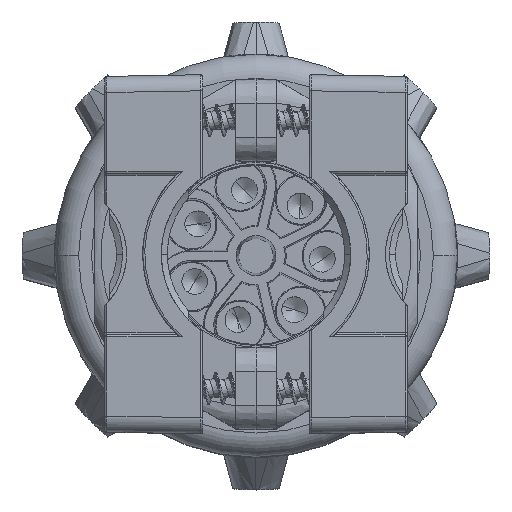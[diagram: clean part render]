
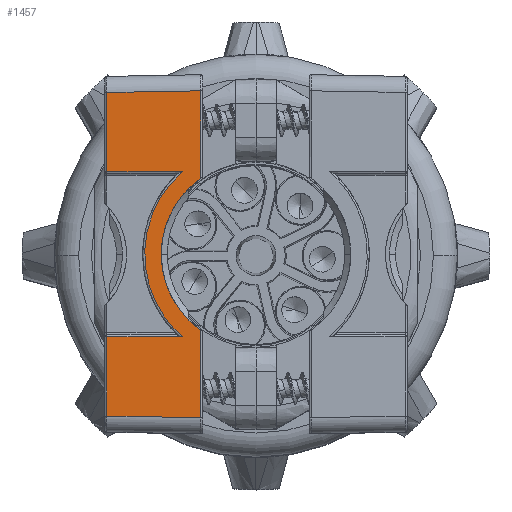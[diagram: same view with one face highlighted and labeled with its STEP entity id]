
A CAD part, top view. The second image highlights one B-rep face of the part: STEP entity #1457.
In plain terms, the highlighted planar face has unit normal (-0.018, 0, 1).
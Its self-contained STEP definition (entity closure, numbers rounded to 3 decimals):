
#1457=ADVANCED_FACE('',(#4806),#4807,.T.);
#4806=FACE_OUTER_BOUND('',#18903,.T.);
#4807=PLANE('',#18904);
#18903=EDGE_LOOP('',(#43753,#43754,#43755,#43756,#43757,#43758,#43759,#43760,#43761,#43762));
#18904=AXIS2_PLACEMENT_3D('',#43763,#43764,#43765);
#43753=ORIENTED_EDGE('',*,*,#50604,.F.);
#43754=ORIENTED_EDGE('',*,*,#50605,.F.);
#43755=ORIENTED_EDGE('',*,*,#50606,.T.);
#43756=ORIENTED_EDGE('',*,*,#50607,.T.);
#43757=ORIENTED_EDGE('',*,*,#50608,.T.);
#43758=ORIENTED_EDGE('',*,*,#50609,.F.);
#43759=ORIENTED_EDGE('',*,*,#50610,.T.);
#43760=ORIENTED_EDGE('',*,*,#50611,.F.);
#43761=ORIENTED_EDGE('',*,*,#50577,.F.);
#43762=ORIENTED_EDGE('',*,*,#50575,.F.);
#43763=CARTESIAN_POINT('',(-6.6,-23.882,36.65));
#43764=DIRECTION('',(-0.017,0.0,1.));
#43765=DIRECTION('',(0.0,1.0,0.0));
#50575=EDGE_CURVE('',#57834,#57836,#57837,.T.);
#50577=EDGE_CURVE('',#57836,#57839,#57840,.T.);
#50604=EDGE_CURVE('',#57880,#57834,#57882,.T.);
#50605=EDGE_CURVE('',#57883,#57880,#57884,.T.);
#50606=EDGE_CURVE('',#57883,#57885,#57886,.T.);
#50607=EDGE_CURVE('',#57885,#57887,#57888,.T.);
#50608=EDGE_CURVE('',#57887,#57889,#57890,.T.);
#50609=EDGE_CURVE('',#57891,#57889,#57892,.T.);
#50610=EDGE_CURVE('',#57891,#57893,#57894,.T.);
#50611=EDGE_CURVE('',#57839,#57893,#57895,.T.);
#57834=VERTEX_POINT('',#77418);
#57836=VERTEX_POINT('',#77420);
#57837=LINE('',#77421,#77422);
#57839=VERTEX_POINT('',#77433);
#57840=B_SPLINE_CURVE_WITH_KNOTS('',3,(#77434,#77435,#77436,#77437,#77438,#77439,#77440,#77441,#77442,#77443,#77444,#77445,#77446,#77447,#77448,#77449,#77450,#77451,#77452,#77453,#77454,#77455,#77456,#77457,#77458,#77459,#77460),.UNSPECIFIED.,.F.,.F.,(4,1,1,1,1,1,1,1,1,1,1,1,1,1,1,1,1,1,1,1,1,1,1,1,4),(0.0,0.016,0.031,0.063,0.094,0.125,0.156,0.188,0.25,0.313,0.375,0.438,0.5,0.563,0.625,0.688,0.75,0.813,0.844,0.875,0.906,0.938,0.969,0.984,1.0),.UNSPECIFIED.);
#57880=VERTEX_POINT('',#77589);
#57882=LINE('',#77604,#77605);
#57883=VERTEX_POINT('',#77606);
#57884=LINE('',#77607,#77608);
#57885=VERTEX_POINT('',#77609);
#57886=LINE('',#77610,#77611);
#57887=VERTEX_POINT('',#77612);
#57888=B_SPLINE_CURVE_WITH_KNOTS('',3,(#77613,#77614,#77615,#77616,#77617,#77618,#77619,#77620,#77621,#77622,#77623,#77624,#77625,#77626,#77627,#77628,#77629,#77630,#77631,#77632,#77633,#77634),.UNSPECIFIED.,.F.,.F.,(4,1,1,1,1,1,1,1,1,1,1,1,1,1,1,1,1,1,1,4),(0.0,0.053,0.105,0.158,0.211,0.263,0.316,0.368,0.421,0.474,0.526,0.579,0.632,0.684,0.737,0.789,0.842,0.895,0.947,1.0),.UNSPECIFIED.);
#57889=VERTEX_POINT('',#77635);
#57890=LINE('',#77636,#77637);
#57891=VERTEX_POINT('',#77638);
#57892=LINE('',#77639,#77640);
#57893=VERTEX_POINT('',#77641);
#57894=LINE('',#77642,#77643);
#57895=LINE('',#77644,#77645);
#77418=CARTESIAN_POINT('',(-6.854,20.271,36.646));
#77420=CARTESIAN_POINT('',(-6.854,9.414,36.646));
#77421=CARTESIAN_POINT('',(-6.854,20.271,36.646));
#77422=VECTOR('',#93249,10.856);
#77433=CARTESIAN_POINT('',(-6.854,-9.414,36.646));
#77434=CARTESIAN_POINT('',(-6.854,9.414,36.646));
#77435=CARTESIAN_POINT('',(-6.994,9.316,36.643));
#77436=CARTESIAN_POINT('',(-7.261,9.12,36.638));
#77437=CARTESIAN_POINT('',(-7.749,8.728,36.63));
#77438=CARTESIAN_POINT('',(-8.289,8.238,36.621));
#77439=CARTESIAN_POINT('',(-8.849,7.649,36.611));
#77440=CARTESIAN_POINT('',(-9.337,7.061,36.602));
#77441=CARTESIAN_POINT('',(-9.765,6.472,36.595));
#77442=CARTESIAN_POINT('',(-10.263,5.688,36.586));
#77443=CARTESIAN_POINT('',(-10.769,4.707,36.577));
#77444=CARTESIAN_POINT('',(-11.218,3.53,36.569));
#77445=CARTESIAN_POINT('',(-11.528,2.354,36.564));
#77446=CARTESIAN_POINT('',(-11.71,1.177,36.561));
#77447=CARTESIAN_POINT('',(-11.77,0.0,36.56));
#77448=CARTESIAN_POINT('',(-11.71,-1.177,36.561));
#77449=CARTESIAN_POINT('',(-11.528,-2.354,36.564));
#77450=CARTESIAN_POINT('',(-11.218,-3.53,36.569));
#77451=CARTESIAN_POINT('',(-10.769,-4.707,36.577));
#77452=CARTESIAN_POINT('',(-10.263,-5.688,36.586));
#77453=CARTESIAN_POINT('',(-9.765,-6.472,36.595));
#77454=CARTESIAN_POINT('',(-9.337,-7.061,36.602));
#77455=CARTESIAN_POINT('',(-8.849,-7.649,36.611));
#77456=CARTESIAN_POINT('',(-8.289,-8.238,36.621));
#77457=CARTESIAN_POINT('',(-7.749,-8.728,36.63));
#77458=CARTESIAN_POINT('',(-7.261,-9.12,36.638));
#77459=CARTESIAN_POINT('',(-6.994,-9.316,36.643));
#77460=CARTESIAN_POINT('',(-6.854,-9.414,36.646));
#77589=CARTESIAN_POINT('',(-18.504,20.068,36.442));
#77604=CARTESIAN_POINT('',(-18.504,20.068,36.442));
#77605=VECTOR('',#93287,11.654);
#77606=CARTESIAN_POINT('',(-18.504,10.25,36.442));
#77607=CARTESIAN_POINT('',(-18.504,10.25,36.442));
#77608=VECTOR('',#93288,9.818);
#77609=CARTESIAN_POINT('',(-9.117,10.25,36.606));
#77610=CARTESIAN_POINT('',(-18.504,10.25,36.442));
#77611=VECTOR('',#93289,9.389);
#77612=CARTESIAN_POINT('',(-9.117,-10.25,36.606));
#77613=CARTESIAN_POINT('',(-9.117,10.25,36.606));
#77614=CARTESIAN_POINT('',(-9.426,9.983,36.601));
#77615=CARTESIAN_POINT('',(-10.018,9.422,36.59));
#77616=CARTESIAN_POINT('',(-10.829,8.502,36.576));
#77617=CARTESIAN_POINT('',(-11.552,7.514,36.564));
#77618=CARTESIAN_POINT('',(-12.184,6.464,36.553));
#77619=CARTESIAN_POINT('',(-12.718,5.362,36.543));
#77620=CARTESIAN_POINT('',(-13.151,4.216,36.536));
#77621=CARTESIAN_POINT('',(-13.479,3.036,36.53));
#77622=CARTESIAN_POINT('',(-13.699,1.831,36.526));
#77623=CARTESIAN_POINT('',(-13.809,0.612,36.524));
#77624=CARTESIAN_POINT('',(-13.809,-0.612,36.524));
#77625=CARTESIAN_POINT('',(-13.699,-1.831,36.526));
#77626=CARTESIAN_POINT('',(-13.479,-3.036,36.53));
#77627=CARTESIAN_POINT('',(-13.151,-4.216,36.536));
#77628=CARTESIAN_POINT('',(-12.718,-5.362,36.543));
#77629=CARTESIAN_POINT('',(-12.184,-6.464,36.553));
#77630=CARTESIAN_POINT('',(-11.552,-7.514,36.564));
#77631=CARTESIAN_POINT('',(-10.829,-8.502,36.576));
#77632=CARTESIAN_POINT('',(-10.018,-9.422,36.59));
#77633=CARTESIAN_POINT('',(-9.426,-9.983,36.601));
#77634=CARTESIAN_POINT('',(-9.117,-10.25,36.606));
#77635=CARTESIAN_POINT('',(-18.504,-10.25,36.442));
#77636=CARTESIAN_POINT('',(-9.117,-10.25,36.606));
#77637=VECTOR('',#93290,9.389);
#77638=CARTESIAN_POINT('',(-18.504,-20.068,36.442));
#77639=CARTESIAN_POINT('',(-18.504,-20.068,36.442));
#77640=VECTOR('',#93291,9.818);
#77641=CARTESIAN_POINT('',(-6.854,-20.271,36.646));
#77642=CARTESIAN_POINT('',(-18.504,-20.068,36.442));
#77643=VECTOR('',#93292,11.654);
#77644=CARTESIAN_POINT('',(-6.854,-9.414,36.646));
#77645=VECTOR('',#93293,10.856);
#93249=DIRECTION('',(0.,-1.0,0.));
#93287=DIRECTION('',(1.,0.017,0.017));
#93288=DIRECTION('',(0.,1.0,0.));
#93289=DIRECTION('',(1.,0.,0.017));
#93290=DIRECTION('',(-1.,0.,-0.017));
#93291=DIRECTION('',(0.,1.0,0.));
#93292=DIRECTION('',(1.,-0.017,0.017));
#93293=DIRECTION('',(0.,-1.0,0.));
